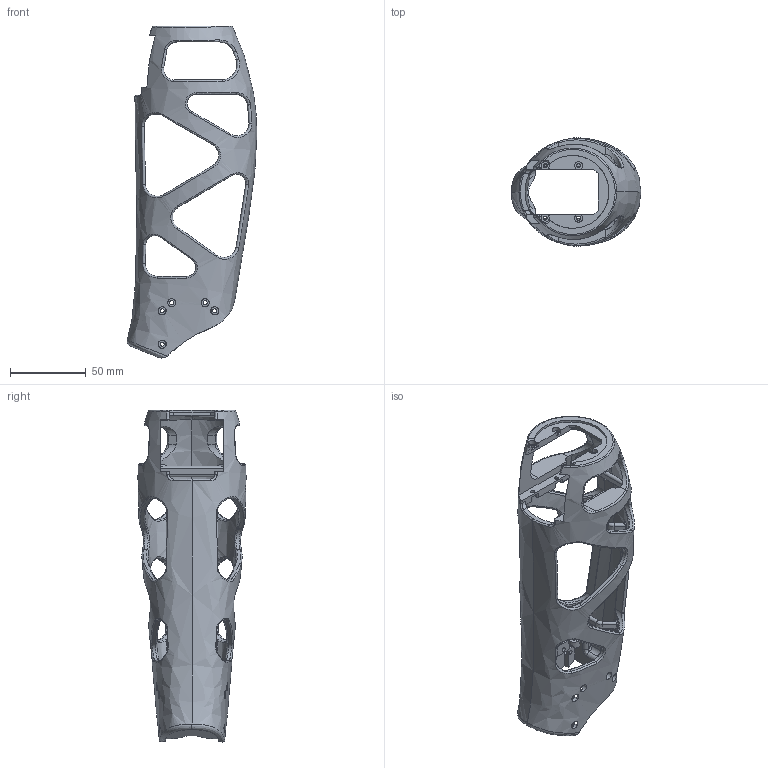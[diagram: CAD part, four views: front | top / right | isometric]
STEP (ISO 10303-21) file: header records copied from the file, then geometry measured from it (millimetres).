
FILE_DESCRIPTION(/* description */ (''),/* implementation_level */ '2;1');
FILE_NAME(/* name */ 'upper-arm v2.step',/* time_stamp */ '2020-11-09T20:12:31-08:00',/* author */ (''),/* organization */ (''),/* preprocessor_version */ 'ST-DEVELOPER v18.1',/* originating_system */ 'Autodesk Translation Framework v9.3.0.1241',/* authorisation */ '');
FILE_SCHEMA (('AUTOMOTIVE_DESIGN { 1 0 10303 214 3 1 1 }'));
Products named in the file (2): upper-arm; upper_arm
Assembly tree (1 placements, depth 2):
  upper-arm
    upper_arm
Bounding box: 85.38 x 71.25 x 218.47 mm (x, y, z)
Volume: 121753.1 mm3; surface area: 68117.8 mm2
Topology: 1 solids, 1 shells, 470 faces, 1265 edges, 767 vertices
Faces by surface type: bspline 183, cylinder 134, plane 123, torus 14, sphere 8, cone 8
Full cylindrical faces by diameter (mm): 2.7 x18, 3 x2, 5.3 x10, 5.6 x2
Entity records: 38352 total; most frequent: CARTESIAN_POINT 27782, ORIENTED_EDGE 2510, DIRECTION 1791, EDGE_CURVE 1255, VERTEX_POINT 767, AXIS2_PLACEMENT_3D 703, EDGE_LOOP 538, FACE_OUTER_BOUND 470
